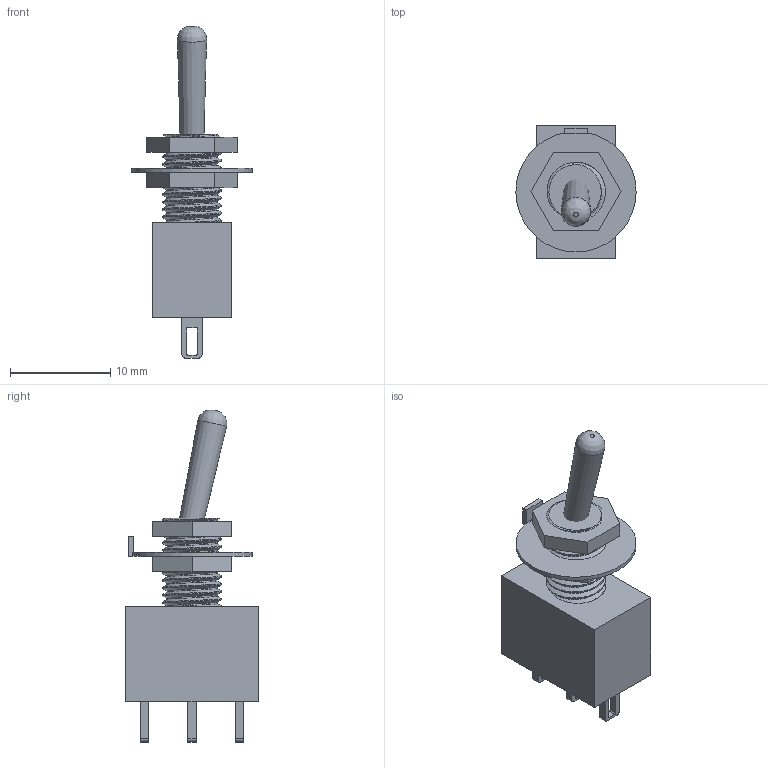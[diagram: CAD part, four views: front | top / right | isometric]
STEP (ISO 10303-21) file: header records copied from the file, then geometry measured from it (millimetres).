
FILE_DESCRIPTION(/* description */ (''),/* implementation_level */ '2;1');
FILE_NAME(/* name */ 'Mini toggle SPDT v12.step',/* time_stamp */ '2021-07-30T12:37:59-07:00',/* author */ (''),/* organization */ (''),/* preprocessor_version */ 'ST-DEVELOPER v18.1',/* originating_system */ 'Autodesk Translation Framework v10.9.0.1377',/* authorisation */ '');
FILE_SCHEMA (('AUTOMOTIVE_DESIGN { 1 0 10303 214 3 1 1 }'));
Length unit declared in the file: millimetre
Products named in the file (6): Mini toggle SPDT; Switch body; Mounting screw; Toggle; Nut; Component5
Assembly tree (6 placements, depth 2):
  Mini toggle SPDT
    Switch body
    Mounting screw
    Nut  x2
    Toggle
    Component5
Bounding box: 12 x 13.2 x 33.11 mm (x, y, z)
Volume: 1402.6 mm3; surface area: 1545.6 mm2
Topology: 9 solids, 9 shells, 112 faces, 284 edges, 189 vertices
Faces by surface type: plane 62, cylinder 44, bspline 3, cone 2, torus 1
Full cylindrical faces by diameter (mm): 5.048 x5, 5.283 x2, 5.908 x7, 6 x1
Entity records: 4897 total; most frequent: CARTESIAN_POINT 2262, ORIENTED_EDGE 524, DIRECTION 474, EDGE_CURVE 262, VERTEX_POINT 175, LINE 160, VECTOR 160, AXIS2_PLACEMENT_3D 157
